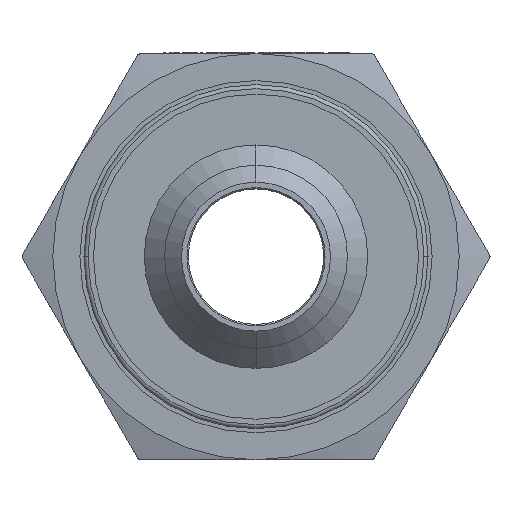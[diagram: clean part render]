
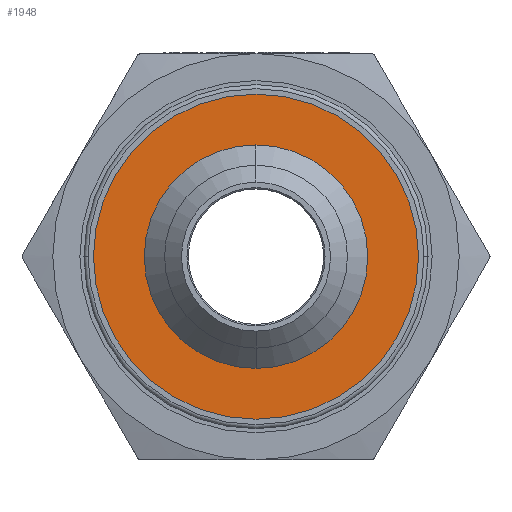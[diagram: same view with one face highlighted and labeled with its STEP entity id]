
A CAD part, left-side view. The second image highlights one B-rep face of the part: STEP entity #1948.
In plain terms, the highlighted planar face has unit normal (-1, 0, 0).
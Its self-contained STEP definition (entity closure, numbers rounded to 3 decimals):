
#216 = CIRCLE ( 'NONE', #2770, 12. ) ;
#322 = DIRECTION ( 'NONE',  ( 0., 0., 1. ) ) ;
#564 = CARTESIAN_POINT ( 'NONE',  ( -7.25, 0., 0. ) ) ;
#861 = DIRECTION ( 'NONE',  ( 0., 1., 0. ) ) ;
#999 = ORIENTED_EDGE ( 'NONE', *, *, #10173, .T. ) ;
#1246 = VERTEX_POINT ( 'NONE', #1894 ) ;
#1403 = CARTESIAN_POINT ( 'NONE',  ( -7.25, 0., 8.25 ) ) ;
#1894 = CARTESIAN_POINT ( 'NONE',  ( -7.25, 0., 12. ) ) ;
#1948 = ADVANCED_FACE ( 'NONE', ( #5313, #8427 ), #4311, .F. ) ;
#2357 = CIRCLE ( 'NONE', #8406, 8.25 ) ;
#2448 = CARTESIAN_POINT ( 'NONE',  ( -7.25, 0., 0. ) ) ;
#2770 = AXIS2_PLACEMENT_3D ( 'NONE', #12023, #9828, #12162 ) ;
#3675 = EDGE_CURVE ( 'NONE', #5540, #11471, #12344, .T. ) ;
#3962 = CARTESIAN_POINT ( 'NONE',  ( -7.25, 0., 0. ) ) ;
#3963 = VERTEX_POINT ( 'NONE', #11835 ) ;
#4022 = ORIENTED_EDGE ( 'NONE', *, *, #5545, .T. ) ;
#4136 = AXIS2_PLACEMENT_3D ( 'NONE', #5281, #9696, #861 ) ;
#4311 = PLANE ( 'NONE',  #4136 ) ;
#5281 = CARTESIAN_POINT ( 'NONE',  ( -7.25, 0., 0. ) ) ;
#5313 = FACE_BOUND ( 'NONE', #11501, .T. ) ;
#5540 = VERTEX_POINT ( 'NONE', #1403 ) ;
#5545 = EDGE_CURVE ( 'NONE', #11471, #5540, #2357, .T. ) ;
#5576 = ORIENTED_EDGE ( 'NONE', *, *, #3675, .T. ) ;
#5688 = CIRCLE ( 'NONE', #11452, 12. ) ;
#6146 = DIRECTION ( 'NONE',  ( 0., 0., 1. ) ) ;
#7246 = AXIS2_PLACEMENT_3D ( 'NONE', #2448, #13384, #322 ) ;
#7629 = EDGE_LOOP ( 'NONE', ( #7839, #999 ) ) ;
#7839 = ORIENTED_EDGE ( 'NONE', *, *, #13800, .T. ) ;
#8161 = CARTESIAN_POINT ( 'NONE',  ( -7.25, 0., -8.25 ) ) ;
#8406 = AXIS2_PLACEMENT_3D ( 'NONE', #564, #12733, #9394 ) ;
#8427 = FACE_OUTER_BOUND ( 'NONE', #7629, .T. ) ;
#9394 = DIRECTION ( 'NONE',  ( 0., 0., 1. ) ) ;
#9696 = DIRECTION ( 'NONE',  ( 1., 0., 0. ) ) ;
#9828 = DIRECTION ( 'NONE',  ( -1., 0., 0. ) ) ;
#10173 = EDGE_CURVE ( 'NONE', #3963, #1246, #5688, .T. ) ;
#11452 = AXIS2_PLACEMENT_3D ( 'NONE', #3962, #12769, #6146 ) ;
#11471 = VERTEX_POINT ( 'NONE', #8161 ) ;
#11501 = EDGE_LOOP ( 'NONE', ( #5576, #4022 ) ) ;
#11835 = CARTESIAN_POINT ( 'NONE',  ( -7.25, 0., -12. ) ) ;
#12023 = CARTESIAN_POINT ( 'NONE',  ( -7.25, 0., 0. ) ) ;
#12162 = DIRECTION ( 'NONE',  ( 0., 0., 1. ) ) ;
#12344 = CIRCLE ( 'NONE', #7246, 8.25 ) ;
#12733 = DIRECTION ( 'NONE',  ( 1., 0., 0. ) ) ;
#12769 = DIRECTION ( 'NONE',  ( -1., 0., 0. ) ) ;
#13384 = DIRECTION ( 'NONE',  ( 1., 0., 0. ) ) ;
#13800 = EDGE_CURVE ( 'NONE', #1246, #3963, #216, .T. ) ;
